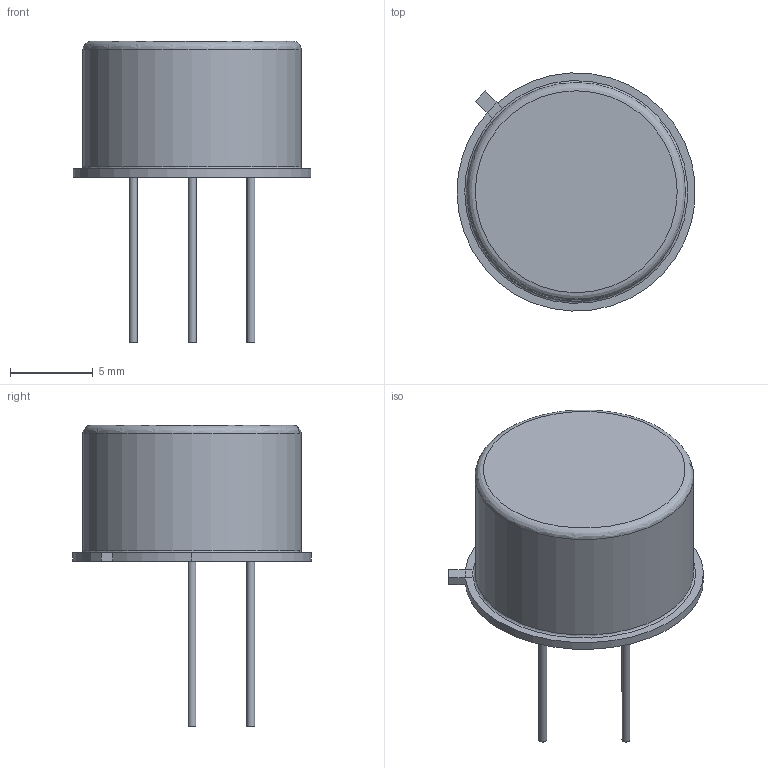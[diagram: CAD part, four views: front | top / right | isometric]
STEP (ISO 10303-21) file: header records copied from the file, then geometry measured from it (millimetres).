
FILE_DESCRIPTION(('FreeCAD Model'),'2;1');
FILE_NAME( 'TO-8-3.step', '2017-11-26T14:47:54',('kicad StepUp'),('ksu MCAD'), 'Open CASCADE STEP processor 6.8','FreeCAD','Unknown');
FILE_SCHEMA(('AUTOMOTIVE_DESIGN_CC2 { 1 2 10303 214 -1 1 5 4 }'));
Length unit declared in the file: millimetre
Products named in the file (1): TO-8-3
Bounding box: 14.38 x 14.39 x 18.2 mm (x, y, z)
Volume: 1139 mm3; surface area: 704.3 mm2
Topology: 1 solids, 1 shells, 21 faces, 40 edges, 24 vertices
Faces by surface type: plane 13, cylinder 6, revolution 2
Full cylindrical faces by diameter (mm): 0.48 x3, 13.2 x1
Entity records: 391 total; most frequent: ORIENTED_EDGE 69, CARTESIAN_POINT 41, EDGE_CURVE 40, AXIS2_PLACEMENT_3D 24, FACE_BOUND 24, EDGE_LOOP 24, VERTEX_POINT 24, ADVANCED_FACE 21
